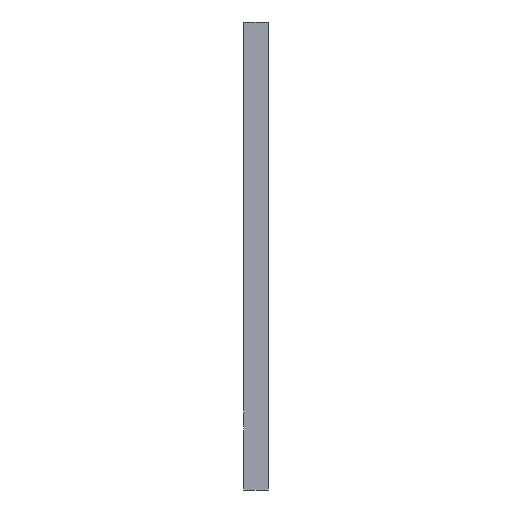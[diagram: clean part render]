
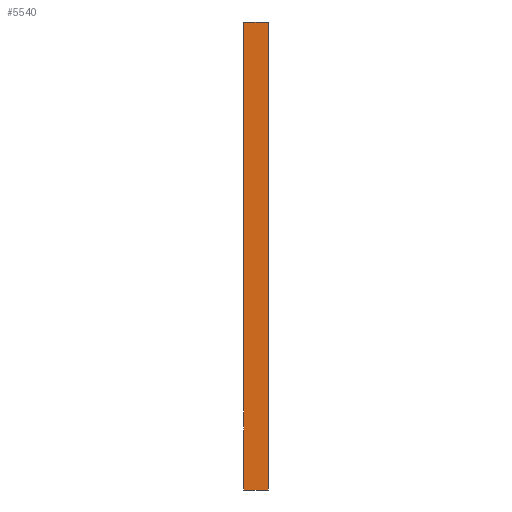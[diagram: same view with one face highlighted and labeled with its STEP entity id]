
A CAD part, front view. The second image highlights one B-rep face of the part: STEP entity #5540.
In plain terms, the highlighted planar face has unit normal (0, -1, 0).
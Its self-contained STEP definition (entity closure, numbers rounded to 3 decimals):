
#80 = PLANE ( 'NONE',  #1168 ) ;
#149 = DIRECTION ( 'NONE',  ( 1., 0., 0. ) ) ;
#381 = ORIENTED_EDGE ( 'NONE', *, *, #1143, .F. ) ;
#515 = ORIENTED_EDGE ( 'NONE', *, *, #6033, .F. ) ;
#822 = VECTOR ( 'NONE', #149, 1000. ) ;
#1143 = EDGE_CURVE ( 'NONE', #2343, #5063, #4791, .T. ) ;
#1168 = AXIS2_PLACEMENT_3D ( 'NONE', #2856, #4773, #2887 ) ;
#1205 = LINE ( 'NONE', #2083, #5919 ) ;
#1229 = LINE ( 'NONE', #2817, #2034 ) ;
#1247 = EDGE_CURVE ( 'NONE', #1634, #2343, #1229, .T. ) ;
#1407 = DIRECTION ( 'NONE',  ( -1., 0., 0. ) ) ;
#1608 = CARTESIAN_POINT ( 'NONE',  ( -21.5, 0., 2.5 ) ) ;
#1634 = VERTEX_POINT ( 'NONE', #4045 ) ;
#1904 = CARTESIAN_POINT ( 'NONE',  ( -24., 0., -45.5 ) ) ;
#1939 = FACE_OUTER_BOUND ( 'NONE', #5726, .T. ) ;
#1982 = CARTESIAN_POINT ( 'NONE',  ( -24., 0., 2.5 ) ) ;
#2034 = VECTOR ( 'NONE', #1407, 1000. ) ;
#2064 = EDGE_CURVE ( 'NONE', #3811, #1634, #1205, .T. ) ;
#2083 = CARTESIAN_POINT ( 'NONE',  ( -21.5, 0., 0. ) ) ;
#2250 = VECTOR ( 'NONE', #5957, 1000. ) ;
#2343 = VERTEX_POINT ( 'NONE', #1904 ) ;
#2817 = CARTESIAN_POINT ( 'NONE',  ( -21.5, 0., -45.5 ) ) ;
#2856 = CARTESIAN_POINT ( 'NONE',  ( 0., 0., 0. ) ) ;
#2887 = DIRECTION ( 'NONE',  ( 0., 0., -1. ) ) ;
#3121 = CARTESIAN_POINT ( 'NONE',  ( -24., 0., -45.5 ) ) ;
#3296 = ORIENTED_EDGE ( 'NONE', *, *, #2064, .F. ) ;
#3466 = DIRECTION ( 'NONE',  ( 0., 0., -1. ) ) ;
#3811 = VERTEX_POINT ( 'NONE', #1608 ) ;
#4045 = CARTESIAN_POINT ( 'NONE',  ( -21.5, 0., -45.5 ) ) ;
#4450 = CARTESIAN_POINT ( 'NONE',  ( 24., 0., 2.5 ) ) ;
#4773 = DIRECTION ( 'NONE',  ( 0., -1., 0. ) ) ;
#4791 = LINE ( 'NONE', #3121, #2250 ) ;
#4999 = ORIENTED_EDGE ( 'NONE', *, *, #1247, .F. ) ;
#5063 = VERTEX_POINT ( 'NONE', #1982 ) ;
#5432 = LINE ( 'NONE', #4450, #822 ) ;
#5540 = ADVANCED_FACE ( 'NONE', ( #1939 ), #80, .T. ) ;
#5726 = EDGE_LOOP ( 'NONE', ( #3296, #515, #381, #4999 ) ) ;
#5919 = VECTOR ( 'NONE', #3466, 1000. ) ;
#5957 = DIRECTION ( 'NONE',  ( 0., 0., 1. ) ) ;
#6033 = EDGE_CURVE ( 'NONE', #5063, #3811, #5432, .T. ) ;
